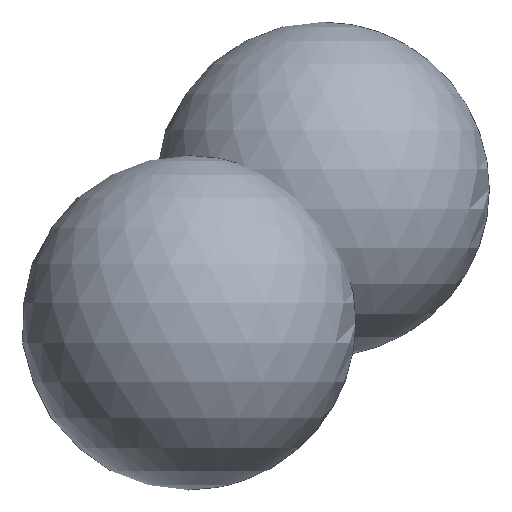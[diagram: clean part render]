
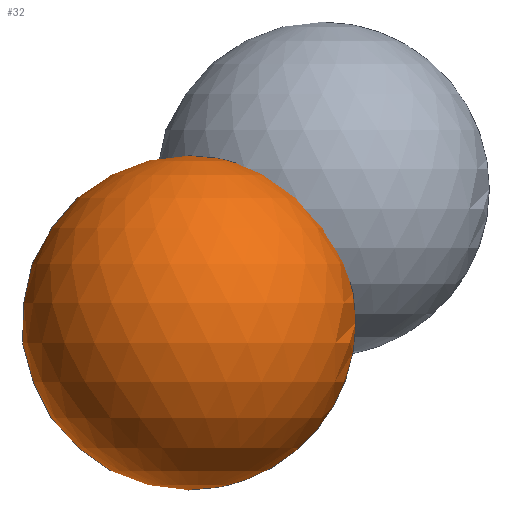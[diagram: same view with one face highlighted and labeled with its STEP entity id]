
A CAD part, front view. The second image highlights one B-rep face of the part: STEP entity #32.
In plain terms, the highlighted spherical face has radius 5 mm.
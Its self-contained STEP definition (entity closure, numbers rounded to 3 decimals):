
#32 = ADVANCED_FACE('',(#33),#37,.T.);
#33 = FACE_BOUND('',#34,.T.);
#34 = VERTEX_LOOP('',#35);
#35 = VERTEX_POINT('',#36);
#36 = CARTESIAN_POINT('',(0.,0.,-5.)
  );
#37 = SPHERICAL_SURFACE('',#38,5.);
#38 = AXIS2_PLACEMENT_3D('',#39,#40,#41);
#39 = CARTESIAN_POINT('',(0.,0.,0.));
#40 = DIRECTION('',(0.,0.,1.));
#41 = DIRECTION('',(1.,0.,0.));
